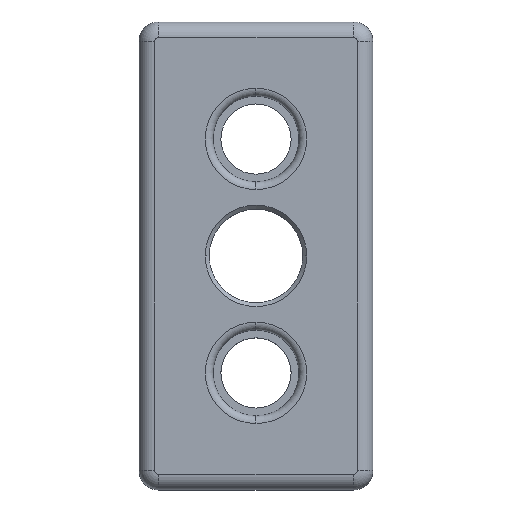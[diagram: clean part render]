
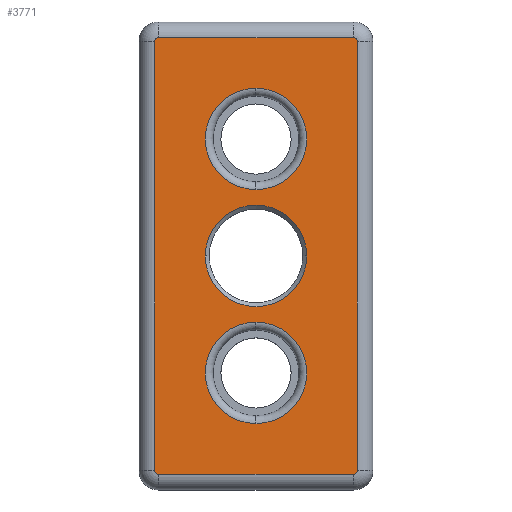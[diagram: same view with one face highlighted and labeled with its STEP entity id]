
A CAD part, top view. The second image highlights one B-rep face of the part: STEP entity #3771.
In plain terms, the highlighted planar face has unit normal (0, 0, 1).
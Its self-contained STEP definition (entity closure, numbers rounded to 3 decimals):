
#29 = FACE_BOUND ( 'NONE', #4773, .T. ) ;
#99 = LINE ( 'NONE', #4686, #4807 ) ;
#106 = EDGE_CURVE ( 'NONE', #2438, #5064, #5499, .T. ) ;
#142 = CIRCLE ( 'NONE', #1702, 0.5 ) ;
#295 = EDGE_CURVE ( 'NONE', #4051, #536, #5106, .T. ) ;
#343 = EDGE_CURVE ( 'NONE', #536, #4051, #5571, .T. ) ;
#345 = LINE ( 'NONE', #4984, #1970 ) ;
#399 = VERTEX_POINT ( 'NONE', #1729 ) ;
#422 = EDGE_CURVE ( 'NONE', #5064, #2438, #4480, .T. ) ;
#425 = CARTESIAN_POINT ( 'NONE',  ( 13., 30., 12. ) ) ;
#497 = ORIENTED_EDGE ( 'NONE', *, *, #6025, .F. ) ;
#528 = VERTEX_POINT ( 'NONE', #898 ) ;
#536 = VERTEX_POINT ( 'NONE', #827 ) ;
#591 = DIRECTION ( 'NONE',  ( -1., 0., 0. ) ) ;
#616 = AXIS2_PLACEMENT_3D ( 'NONE', #641, #693, #591 ) ;
#641 = CARTESIAN_POINT ( 'NONE',  ( 15., 30., 12. ) ) ;
#669 = PLANE ( 'NONE',  #616 ) ;
#682 = EDGE_CURVE ( 'NONE', #2938, #4202, #1086, .T. ) ;
#693 = DIRECTION ( 'NONE',  ( 0., 0., -1. ) ) ;
#782 = DIRECTION ( 'NONE',  ( 0., 0., -1. ) ) ;
#808 = DIRECTION ( 'NONE',  ( 0., 0., -1. ) ) ;
#827 = CARTESIAN_POINT ( 'NONE',  ( 0., -21.5, 12. ) ) ;
#843 = ORIENTED_EDGE ( 'NONE', *, *, #1517, .F. ) ;
#854 = VERTEX_POINT ( 'NONE', #3505 ) ;
#898 = CARTESIAN_POINT ( 'NONE',  ( -12.5, -28., 12. ) ) ;
#899 = AXIS2_PLACEMENT_3D ( 'NONE', #4437, #782, #1139 ) ;
#916 = VERTEX_POINT ( 'NONE', #5838 ) ;
#1037 = VERTEX_POINT ( 'NONE', #5324 ) ;
#1086 = CIRCLE ( 'NONE', #4280, 6.5 ) ;
#1087 = VERTEX_POINT ( 'NONE', #4797 ) ;
#1105 = ORIENTED_EDGE ( 'NONE', *, *, #4180, .F. ) ;
#1107 = VERTEX_POINT ( 'NONE', #4707 ) ;
#1119 = EDGE_CURVE ( 'NONE', #528, #1107, #142, .T. ) ;
#1121 = CIRCLE ( 'NONE', #899, 0.5 ) ;
#1139 = DIRECTION ( 'NONE',  ( -1., 0., 0. ) ) ;
#1245 = CARTESIAN_POINT ( 'NONE',  ( 0., 0., 12. ) ) ;
#1276 = CARTESIAN_POINT ( 'NONE',  ( -12.5, 27.5, 12. ) ) ;
#1388 = FACE_BOUND ( 'NONE', #4600, .T. ) ;
#1417 = EDGE_CURVE ( 'NONE', #916, #1087, #1121, .T. ) ;
#1471 = CIRCLE ( 'NONE', #4632, 0.5 ) ;
#1517 = EDGE_CURVE ( 'NONE', #5309, #854, #1471, .T. ) ;
#1533 = DIRECTION ( 'NONE',  ( 0., 1., 0. ) ) ;
#1543 = DIRECTION ( 'NONE',  ( 0., 0., 1. ) ) ;
#1551 = CARTESIAN_POINT ( 'NONE',  ( 0., 15., 12. ) ) ;
#1555 = EDGE_CURVE ( 'NONE', #4202, #2938, #1719, .T. ) ;
#1618 = DIRECTION ( 'NONE',  ( 0., 1., 0. ) ) ;
#1649 = AXIS2_PLACEMENT_3D ( 'NONE', #1245, #3686, #3073 ) ;
#1702 = AXIS2_PLACEMENT_3D ( 'NONE', #4500, #4487, #4479 ) ;
#1719 = CIRCLE ( 'NONE', #1649, 6.5 ) ;
#1729 = CARTESIAN_POINT ( 'NONE',  ( 12.5, -28., 12. ) ) ;
#1747 = AXIS2_PLACEMENT_3D ( 'NONE', #1551, #1543, #1533 ) ;
#1794 = FACE_BOUND ( 'NONE', #4563, .T. ) ;
#1914 = CARTESIAN_POINT ( 'NONE',  ( 0., 8.5, 12. ) ) ;
#1944 = ORIENTED_EDGE ( 'NONE', *, *, #5013, .F. ) ;
#1962 = DIRECTION ( 'NONE',  ( 0., 1., 0. ) ) ;
#1969 = DIRECTION ( 'NONE',  ( 0., 0., 1. ) ) ;
#1970 = VECTOR ( 'NONE', #4989, 1000. ) ;
#1983 = CARTESIAN_POINT ( 'NONE',  ( 0., -15., 12. ) ) ;
#2090 = ORIENTED_EDGE ( 'NONE', *, *, #1555, .T. ) ;
#2184 = DIRECTION ( 'NONE',  ( 0., 0., -1. ) ) ;
#2212 = DIRECTION ( 'NONE',  ( 0., 1., 0. ) ) ;
#2217 = DIRECTION ( 'NONE',  ( 0., 0., 1. ) ) ;
#2232 = CARTESIAN_POINT ( 'NONE',  ( 0., -15., 12. ) ) ;
#2273 = LINE ( 'NONE', #425, #5052 ) ;
#2279 = ORIENTED_EDGE ( 'NONE', *, *, #295, .F. ) ;
#2281 = VECTOR ( 'NONE', #2620, 1000. ) ;
#2396 = CARTESIAN_POINT ( 'NONE',  ( 15., -28., 12. ) ) ;
#2438 = VERTEX_POINT ( 'NONE', #4253 ) ;
#2538 = ORIENTED_EDGE ( 'NONE', *, *, #343, .F. ) ;
#2603 = EDGE_CURVE ( 'NONE', #399, #528, #2730, .T. ) ;
#2620 = DIRECTION ( 'NONE',  ( -1., 0., 0. ) ) ;
#2662 = CARTESIAN_POINT ( 'NONE',  ( -6.5, 0., 12. ) ) ;
#2700 = CARTESIAN_POINT ( 'NONE',  ( 12.5, -27.5, 12. ) ) ;
#2705 = AXIS2_PLACEMENT_3D ( 'NONE', #1983, #1969, #1962 ) ;
#2730 = LINE ( 'NONE', #2396, #2281 ) ;
#2809 = ORIENTED_EDGE ( 'NONE', *, *, #106, .F. ) ;
#2815 = CARTESIAN_POINT ( 'NONE',  ( 0., -8.5, 12. ) ) ;
#2938 = VERTEX_POINT ( 'NONE', #5550 ) ;
#3073 = DIRECTION ( 'NONE',  ( 1., 0., 0. ) ) ;
#3386 = ORIENTED_EDGE ( 'NONE', *, *, #422, .F. ) ;
#3415 = FACE_OUTER_BOUND ( 'NONE', #4575, .T. ) ;
#3439 = DIRECTION ( 'NONE',  ( 0., 1., 0. ) ) ;
#3440 = DIRECTION ( 'NONE',  ( 0., 0., 1. ) ) ;
#3453 = CARTESIAN_POINT ( 'NONE',  ( 0., 15., 12. ) ) ;
#3505 = CARTESIAN_POINT ( 'NONE',  ( -12.5, 28., 12. ) ) ;
#3609 = AXIS2_PLACEMENT_3D ( 'NONE', #2700, #2184, #1618 ) ;
#3686 = DIRECTION ( 'NONE',  ( 0., 0., -1. ) ) ;
#3756 = AXIS2_PLACEMENT_3D ( 'NONE', #3453, #3440, #3439 ) ;
#3767 = DIRECTION ( 'NONE',  ( 0., 1., 0. ) ) ;
#3771 = ADVANCED_FACE ( 'NONE', ( #29, #1388, #1794, #3415 ), #669, .F. ) ;
#3902 = ORIENTED_EDGE ( 'NONE', *, *, #1417, .F. ) ;
#3967 = DIRECTION ( 'NONE',  ( 0., -1., 0. ) ) ;
#4051 = VERTEX_POINT ( 'NONE', #2815 ) ;
#4180 = EDGE_CURVE ( 'NONE', #1087, #1037, #2273, .T. ) ;
#4202 = VERTEX_POINT ( 'NONE', #2662 ) ;
#4253 = CARTESIAN_POINT ( 'NONE',  ( 0., 21.5, 12. ) ) ;
#4280 = AXIS2_PLACEMENT_3D ( 'NONE', #4450, #5353, #5515 ) ;
#4437 = CARTESIAN_POINT ( 'NONE',  ( 12.5, 27.5, 12. ) ) ;
#4446 = ORIENTED_EDGE ( 'NONE', *, *, #682, .T. ) ;
#4450 = CARTESIAN_POINT ( 'NONE',  ( 0., 0., 12. ) ) ;
#4479 = DIRECTION ( 'NONE',  ( -1., 0., 0. ) ) ;
#4480 = CIRCLE ( 'NONE', #1747, 6.5 ) ;
#4487 = DIRECTION ( 'NONE',  ( 0., 0., -1. ) ) ;
#4500 = CARTESIAN_POINT ( 'NONE',  ( -12.5, -27.5, 12. ) ) ;
#4563 = EDGE_LOOP ( 'NONE', ( #2279, #2538 ) ) ;
#4575 = EDGE_LOOP ( 'NONE', ( #1105, #3902, #497, #843, #1944, #5051, #6126, #5242 ) ) ;
#4600 = EDGE_LOOP ( 'NONE', ( #2809, #3386 ) ) ;
#4632 = AXIS2_PLACEMENT_3D ( 'NONE', #1276, #808, #5490 ) ;
#4686 = CARTESIAN_POINT ( 'NONE',  ( -13., 30., 12. ) ) ;
#4707 = CARTESIAN_POINT ( 'NONE',  ( -13., -27.5, 12. ) ) ;
#4773 = EDGE_LOOP ( 'NONE', ( #4446, #2090 ) ) ;
#4797 = CARTESIAN_POINT ( 'NONE',  ( 13., 27.5, 12. ) ) ;
#4807 = VECTOR ( 'NONE', #3767, 1000. ) ;
#4984 = CARTESIAN_POINT ( 'NONE',  ( 15., 28., 12. ) ) ;
#4989 = DIRECTION ( 'NONE',  ( 1., 0., 0. ) ) ;
#5013 = EDGE_CURVE ( 'NONE', #1107, #5309, #99, .T. ) ;
#5051 = ORIENTED_EDGE ( 'NONE', *, *, #1119, .F. ) ;
#5052 = VECTOR ( 'NONE', #3967, 1000. ) ;
#5064 = VERTEX_POINT ( 'NONE', #1914 ) ;
#5106 = CIRCLE ( 'NONE', #5252, 6.5 ) ;
#5242 = ORIENTED_EDGE ( 'NONE', *, *, #5274, .F. ) ;
#5252 = AXIS2_PLACEMENT_3D ( 'NONE', #2232, #2217, #2212 ) ;
#5274 = EDGE_CURVE ( 'NONE', #1037, #399, #6084, .T. ) ;
#5309 = VERTEX_POINT ( 'NONE', #5554 ) ;
#5324 = CARTESIAN_POINT ( 'NONE',  ( 13., -27.5, 12. ) ) ;
#5353 = DIRECTION ( 'NONE',  ( 0., 0., -1. ) ) ;
#5490 = DIRECTION ( 'NONE',  ( 0., 1., 0. ) ) ;
#5499 = CIRCLE ( 'NONE', #3756, 6.5 ) ;
#5515 = DIRECTION ( 'NONE',  ( 1., 0., 0. ) ) ;
#5550 = CARTESIAN_POINT ( 'NONE',  ( 6.5, 0., 12. ) ) ;
#5554 = CARTESIAN_POINT ( 'NONE',  ( -13., 27.5, 12. ) ) ;
#5571 = CIRCLE ( 'NONE', #2705, 6.5 ) ;
#5838 = CARTESIAN_POINT ( 'NONE',  ( 12.5, 28., 12. ) ) ;
#6025 = EDGE_CURVE ( 'NONE', #854, #916, #345, .T. ) ;
#6084 = CIRCLE ( 'NONE', #3609, 0.5 ) ;
#6126 = ORIENTED_EDGE ( 'NONE', *, *, #2603, .F. ) ;
